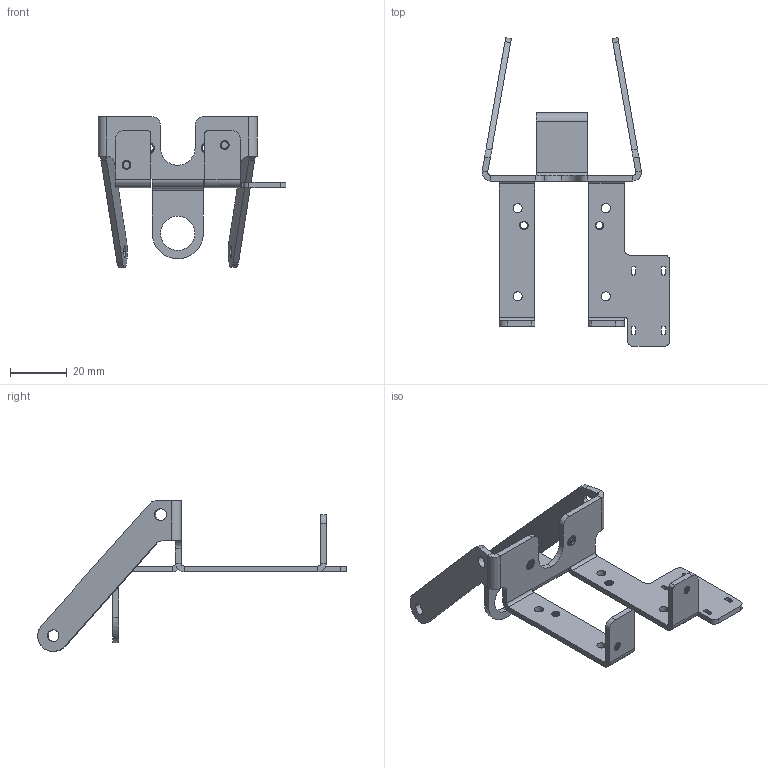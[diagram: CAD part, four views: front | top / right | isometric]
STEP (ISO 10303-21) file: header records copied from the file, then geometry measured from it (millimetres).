
FILE_DESCRIPTION (( 'STEP AP203' ), '1' );
FILE_NAME ('DD Mount.STEP', '2021-08-20T15:23:14', ( '' ), ( '' ), 'SwSTEP 2.0', 'SolidWorks 2020', '' );
FILE_SCHEMA (( 'CONFIG_CONTROL_DESIGN' ));
Length unit declared in the file: millimetre
Products named in the file (1): DD Mount
Bounding box: 66 x 108.41 x 53 mm (x, y, z)
Volume: 10468.3 mm3; surface area: 12666.4 mm2
Topology: 1 solids, 1 shells, 223 faces, 607 edges, 386 vertices
Faces by surface type: cylinder 127, plane 78, bspline 18
Entity records: 17038 total; most frequent: CARTESIAN_POINT 11585, ORIENTED_EDGE 1214, DIRECTION 1037, EDGE_CURVE 607, VERTEX_POINT 386, AXIS2_PLACEMENT_3D 370, VECTOR 297, LINE 297
